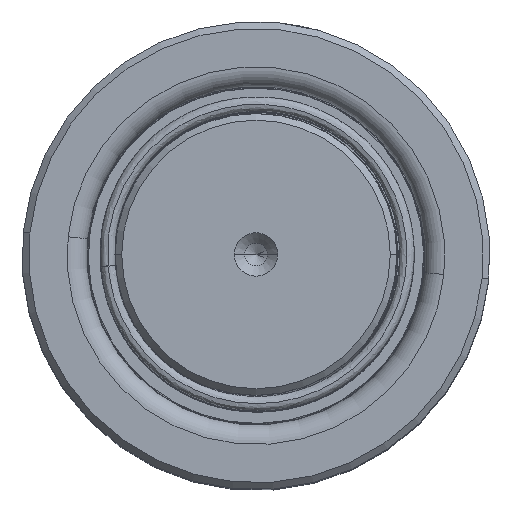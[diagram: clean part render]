
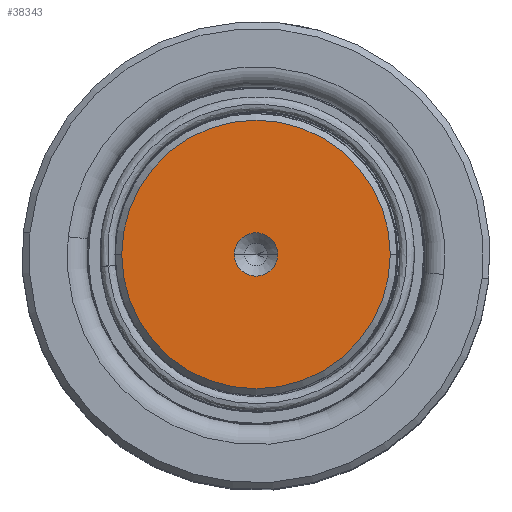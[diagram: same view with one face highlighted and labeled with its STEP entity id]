
A CAD part, top view. The second image highlights one B-rep face of the part: STEP entity #38343.
In plain terms, the highlighted planar face has unit normal (0, 0, 1).
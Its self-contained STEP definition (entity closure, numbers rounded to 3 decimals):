
#284 = AXIS2_PLACEMENT_3D ( 'NONE', #20676, #47246, #31777 ) ;
#626 = ORIENTED_EDGE ( 'NONE', *, *, #9622, .F. ) ;
#839 = DIRECTION ( 'NONE',  ( 0., 0., 1. ) ) ;
#1534 = CARTESIAN_POINT ( 'NONE',  ( 0., 0., 220. ) ) ;
#1755 = FACE_OUTER_BOUND ( 'NONE', #40501, .T. ) ;
#2029 = DIRECTION ( 'NONE',  ( 0., 0., 1. ) ) ;
#2364 = DIRECTION ( 'NONE',  ( 1., 0., 0. ) ) ;
#3257 = VERTEX_POINT ( 'NONE', #4729 ) ;
#3656 = CARTESIAN_POINT ( 'NONE',  ( -3.85, 0., 220. ) ) ;
#4216 = CARTESIAN_POINT ( 'NONE',  ( 0., 0., 220. ) ) ;
#4729 = CARTESIAN_POINT ( 'NONE',  ( 3.85, 0., 220. ) ) ;
#6397 = CIRCLE ( 'NONE', #284, 3.85 ) ;
#8519 = VERTEX_POINT ( 'NONE', #34520 ) ;
#9622 = EDGE_CURVE ( 'NONE', #3257, #43037, #10179, .T. ) ;
#10179 = CIRCLE ( 'NONE', #48822, 3.85 ) ;
#10215 = VERTEX_POINT ( 'NONE', #27985 ) ;
#10797 = FACE_BOUND ( 'NONE', #36082, .T. ) ;
#13258 = DIRECTION ( 'NONE',  ( 0., 0., 1. ) ) ;
#14631 = ORIENTED_EDGE ( 'NONE', *, *, #17611, .F. ) ;
#15622 = ORIENTED_EDGE ( 'NONE', *, *, #47179, .T. ) ;
#16475 = PLANE ( 'NONE',  #27603 ) ;
#16476 = CIRCLE ( 'NONE', #37923, 23.816 ) ;
#17611 = EDGE_CURVE ( 'NONE', #43037, #3257, #6397, .T. ) ;
#18157 = DIRECTION ( 'NONE',  ( 0., 0., 1. ) ) ;
#20676 = CARTESIAN_POINT ( 'NONE',  ( 0., 0., 220. ) ) ;
#23259 = ORIENTED_EDGE ( 'NONE', *, *, #48691, .T. ) ;
#23518 = DIRECTION ( 'NONE',  ( 1., 0., 0. ) ) ;
#26059 = CIRCLE ( 'NONE', #44051, 23.816 ) ;
#27603 = AXIS2_PLACEMENT_3D ( 'NONE', #4216, #839, #23518 ) ;
#27985 = CARTESIAN_POINT ( 'NONE',  ( -23.816, 0., 220. ) ) ;
#31777 = DIRECTION ( 'NONE',  ( 1., 0., 0. ) ) ;
#34520 = CARTESIAN_POINT ( 'NONE',  ( 23.816, 0., 220. ) ) ;
#35939 = DIRECTION ( 'NONE',  ( 1., 0., 0. ) ) ;
#36082 = EDGE_LOOP ( 'NONE', ( #626, #14631 ) ) ;
#36137 = DIRECTION ( 'NONE',  ( 1., 0., 0. ) ) ;
#37923 = AXIS2_PLACEMENT_3D ( 'NONE', #1534, #2029, #36137 ) ;
#38343 = ADVANCED_FACE ( 'NONE', ( #10797, #1755 ), #16475, .T. ) ;
#40501 = EDGE_LOOP ( 'NONE', ( #15622, #23259 ) ) ;
#41190 = CARTESIAN_POINT ( 'NONE',  ( 0., 0., 220. ) ) ;
#43037 = VERTEX_POINT ( 'NONE', #3656 ) ;
#44051 = AXIS2_PLACEMENT_3D ( 'NONE', #41190, #18157, #2364 ) ;
#47179 = EDGE_CURVE ( 'NONE', #10215, #8519, #16476, .T. ) ;
#47246 = DIRECTION ( 'NONE',  ( 0., 0., 1. ) ) ;
#47875 = CARTESIAN_POINT ( 'NONE',  ( 0., 0., 220. ) ) ;
#48691 = EDGE_CURVE ( 'NONE', #8519, #10215, #26059, .T. ) ;
#48822 = AXIS2_PLACEMENT_3D ( 'NONE', #47875, #13258, #35939 ) ;
